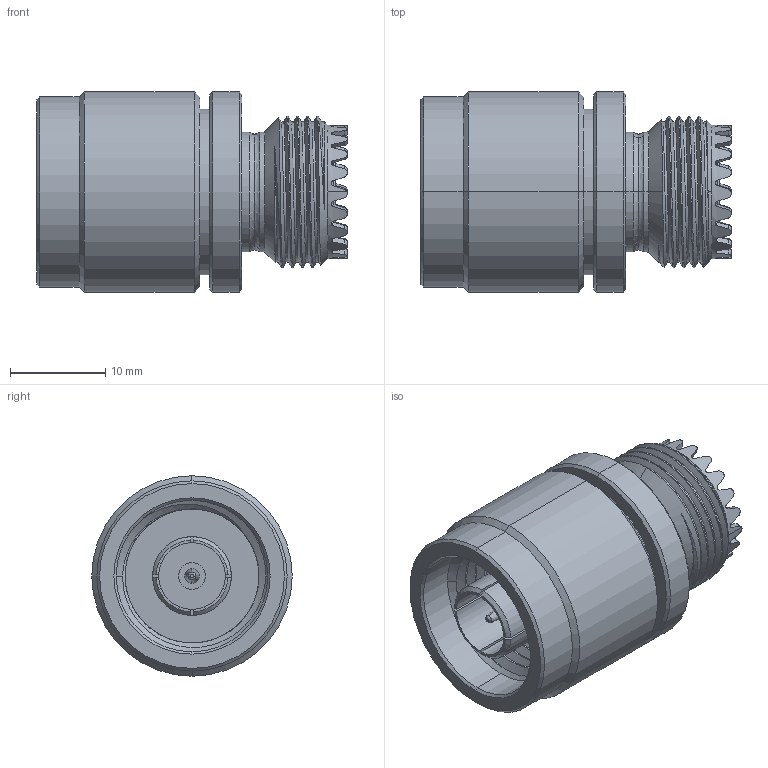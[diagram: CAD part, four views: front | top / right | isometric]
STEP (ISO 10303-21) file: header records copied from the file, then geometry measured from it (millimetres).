
FILE_DESCRIPTION (( 'STEP AP214' ), '1' );
FILE_NAME ('SM2143_3D.step', '2024-03-22T15:51:14', ( '' ), ( '' ), 'SwSTEP 2.0', 'SolidWorks 2022', '' );
FILE_SCHEMA (( 'AUTOMOTIVE_DESIGN' ));
Length unit declared in the file: inch
Products named in the file (1): SM2143_3D
Bounding box: 32.54 x 21 x 21 mm (x, y, z)
Volume: 6889.4 mm3; surface area: 4496.4 mm2
Topology: 1 solids, 1 shells, 222 faces, 602 edges, 391 vertices
Faces by surface type: plane 84, cylinder 73, cone 31, bspline 30, torus 4
Entity records: 13085 total; most frequent: CARTESIAN_POINT 8111, ORIENTED_EDGE 1204, DIRECTION 837, EDGE_CURVE 602, VERTEX_POINT 391, AXIS2_PLACEMENT_3D 319, EDGE_LOOP 231, FACE_OUTER_BOUND 222
